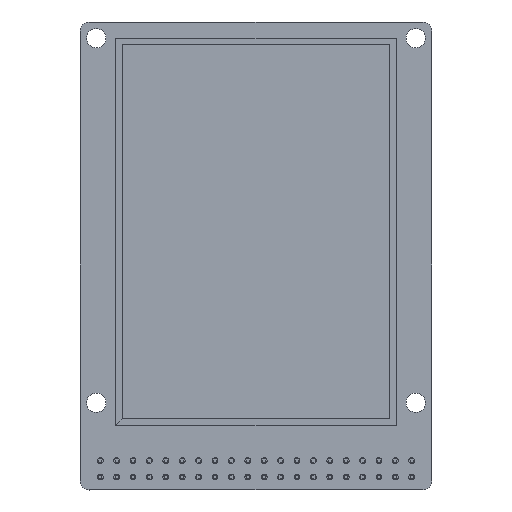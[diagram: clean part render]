
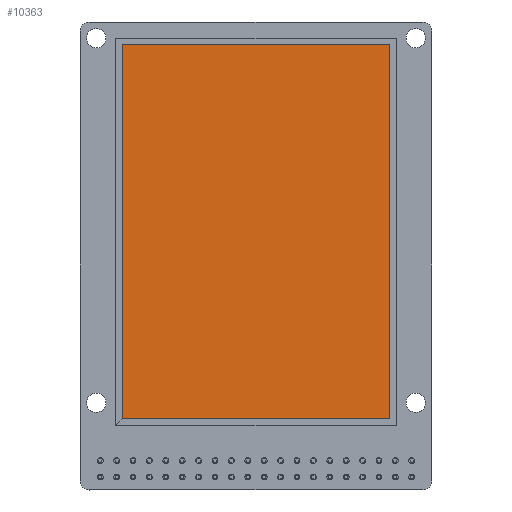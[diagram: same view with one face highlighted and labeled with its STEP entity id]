
A CAD part, top view. The second image highlights one B-rep face of the part: STEP entity #10363.
In plain terms, the highlighted planar face has unit normal (0, 0, 1).
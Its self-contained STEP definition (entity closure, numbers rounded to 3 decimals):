
#10049 = VERTEX_POINT('',#10050);
#10050 = CARTESIAN_POINT('',(-20.75,-29.,0.5));
#10057 = PLANE('',#10058);
#10058 = AXIS2_PLACEMENT_3D('',#10059,#10060,#10061);
#10059 = CARTESIAN_POINT('',(-20.75,-29.,0.));
#10060 = DIRECTION('',(0.,1.,0.));
#10061 = DIRECTION('',(1.,0.,0.));
#10069 = PLANE('',#10070);
#10070 = AXIS2_PLACEMENT_3D('',#10071,#10072,#10073);
#10071 = CARTESIAN_POINT('',(-20.75,29.,0.));
#10072 = DIRECTION('',(1.,0.,0.));
#10073 = DIRECTION('',(0.,-1.,0.));
#10081 = EDGE_CURVE('',#10049,#10082,#10084,.T.);
#10082 = VERTEX_POINT('',#10083);
#10083 = CARTESIAN_POINT('',(20.75,-29.,0.5));
#10084 = SURFACE_CURVE('',#10085,(#10089,#10096),.PCURVE_S1.);
#10085 = LINE('',#10086,#10087);
#10086 = CARTESIAN_POINT('',(-20.75,-29.,0.5));
#10087 = VECTOR('',#10088,1.);
#10088 = DIRECTION('',(1.,0.,0.));
#10089 = PCURVE('',#10057,#10090);
#10090 = DEFINITIONAL_REPRESENTATION('',(#10091),#10095);
#10091 = LINE('',#10092,#10093);
#10092 = CARTESIAN_POINT('',(0.,-0.5));
#10093 = VECTOR('',#10094,1.);
#10094 = DIRECTION('',(1.,0.));
#10095 = ( GEOMETRIC_REPRESENTATION_CONTEXT(2) 
PARAMETRIC_REPRESENTATION_CONTEXT() REPRESENTATION_CONTEXT('2D SPACE',''
  ) );
#10096 = PCURVE('',#10097,#10102);
#10097 = PLANE('',#10098);
#10098 = AXIS2_PLACEMENT_3D('',#10099,#10100,#10101);
#10099 = CARTESIAN_POINT('',(-20.75,-29.,0.5));
#10100 = DIRECTION('',(0.,0.,-1.));
#10101 = DIRECTION('',(-1.,0.,0.));
#10102 = DEFINITIONAL_REPRESENTATION('',(#10103),#10107);
#10103 = LINE('',#10104,#10105);
#10104 = CARTESIAN_POINT('',(0.,0.));
#10105 = VECTOR('',#10106,1.);
#10106 = DIRECTION('',(-1.,0.));
#10107 = ( GEOMETRIC_REPRESENTATION_CONTEXT(2) 
PARAMETRIC_REPRESENTATION_CONTEXT() REPRESENTATION_CONTEXT('2D SPACE',''
  ) );
#10125 = PLANE('',#10126);
#10126 = AXIS2_PLACEMENT_3D('',#10127,#10128,#10129);
#10127 = CARTESIAN_POINT('',(20.75,-29.,0.));
#10128 = DIRECTION('',(-1.,0.,0.));
#10129 = DIRECTION('',(0.,1.,0.));
#10167 = EDGE_CURVE('',#10082,#10168,#10170,.T.);
#10168 = VERTEX_POINT('',#10169);
#10169 = CARTESIAN_POINT('',(20.75,29.,0.5));
#10170 = SURFACE_CURVE('',#10171,(#10175,#10182),.PCURVE_S1.);
#10171 = LINE('',#10172,#10173);
#10172 = CARTESIAN_POINT('',(20.75,-29.,0.5));
#10173 = VECTOR('',#10174,1.);
#10174 = DIRECTION('',(0.,1.,0.));
#10175 = PCURVE('',#10125,#10176);
#10176 = DEFINITIONAL_REPRESENTATION('',(#10177),#10181);
#10177 = LINE('',#10178,#10179);
#10178 = CARTESIAN_POINT('',(0.,-0.5));
#10179 = VECTOR('',#10180,1.);
#10180 = DIRECTION('',(1.,0.));
#10181 = ( GEOMETRIC_REPRESENTATION_CONTEXT(2) 
PARAMETRIC_REPRESENTATION_CONTEXT() REPRESENTATION_CONTEXT('2D SPACE',''
  ) );
#10182 = PCURVE('',#10097,#10183);
#10183 = DEFINITIONAL_REPRESENTATION('',(#10184),#10188);
#10184 = LINE('',#10185,#10186);
#10185 = CARTESIAN_POINT('',(-41.5,0.));
#10186 = VECTOR('',#10187,1.);
#10187 = DIRECTION('',(0.,1.));
#10188 = ( GEOMETRIC_REPRESENTATION_CONTEXT(2) 
PARAMETRIC_REPRESENTATION_CONTEXT() REPRESENTATION_CONTEXT('2D SPACE',''
  ) );
#10206 = PLANE('',#10207);
#10207 = AXIS2_PLACEMENT_3D('',#10208,#10209,#10210);
#10208 = CARTESIAN_POINT('',(20.75,29.,0.));
#10209 = DIRECTION('',(0.,-1.,0.));
#10210 = DIRECTION('',(-1.,0.,0.));
#10243 = EDGE_CURVE('',#10168,#10244,#10246,.T.);
#10244 = VERTEX_POINT('',#10245);
#10245 = CARTESIAN_POINT('',(-20.75,29.,0.5));
#10246 = SURFACE_CURVE('',#10247,(#10251,#10258),.PCURVE_S1.);
#10247 = LINE('',#10248,#10249);
#10248 = CARTESIAN_POINT('',(20.75,29.,0.5));
#10249 = VECTOR('',#10250,1.);
#10250 = DIRECTION('',(-1.,0.,0.));
#10251 = PCURVE('',#10206,#10252);
#10252 = DEFINITIONAL_REPRESENTATION('',(#10253),#10257);
#10253 = LINE('',#10254,#10255);
#10254 = CARTESIAN_POINT('',(0.,-0.5));
#10255 = VECTOR('',#10256,1.);
#10256 = DIRECTION('',(1.,0.));
#10257 = ( GEOMETRIC_REPRESENTATION_CONTEXT(2) 
PARAMETRIC_REPRESENTATION_CONTEXT() REPRESENTATION_CONTEXT('2D SPACE',''
  ) );
#10258 = PCURVE('',#10097,#10259);
#10259 = DEFINITIONAL_REPRESENTATION('',(#10260),#10264);
#10260 = LINE('',#10261,#10262);
#10261 = CARTESIAN_POINT('',(-41.5,58.));
#10262 = VECTOR('',#10263,1.);
#10263 = DIRECTION('',(1.,0.));
#10264 = ( GEOMETRIC_REPRESENTATION_CONTEXT(2) 
PARAMETRIC_REPRESENTATION_CONTEXT() REPRESENTATION_CONTEXT('2D SPACE',''
  ) );
#10314 = EDGE_CURVE('',#10244,#10049,#10315,.T.);
#10315 = SURFACE_CURVE('',#10316,(#10320,#10327),.PCURVE_S1.);
#10316 = LINE('',#10317,#10318);
#10317 = CARTESIAN_POINT('',(-20.75,29.,0.5));
#10318 = VECTOR('',#10319,1.);
#10319 = DIRECTION('',(0.,-1.,0.));
#10320 = PCURVE('',#10069,#10321);
#10321 = DEFINITIONAL_REPRESENTATION('',(#10322),#10326);
#10322 = LINE('',#10323,#10324);
#10323 = CARTESIAN_POINT('',(0.,-0.5));
#10324 = VECTOR('',#10325,1.);
#10325 = DIRECTION('',(1.,0.));
#10326 = ( GEOMETRIC_REPRESENTATION_CONTEXT(2) 
PARAMETRIC_REPRESENTATION_CONTEXT() REPRESENTATION_CONTEXT('2D SPACE',''
  ) );
#10327 = PCURVE('',#10097,#10328);
#10328 = DEFINITIONAL_REPRESENTATION('',(#10329),#10333);
#10329 = LINE('',#10330,#10331);
#10330 = CARTESIAN_POINT('',(0.,58.));
#10331 = VECTOR('',#10332,1.);
#10332 = DIRECTION('',(0.,-1.));
#10333 = ( GEOMETRIC_REPRESENTATION_CONTEXT(2) 
PARAMETRIC_REPRESENTATION_CONTEXT() REPRESENTATION_CONTEXT('2D SPACE',''
  ) );
#10363 = ADVANCED_FACE('',(#10364),#10097,.F.);
#10364 = FACE_BOUND('',#10365,.T.);
#10365 = EDGE_LOOP('',(#10366,#10367,#10368,#10369));
#10366 = ORIENTED_EDGE('',*,*,#10081,.T.);
#10367 = ORIENTED_EDGE('',*,*,#10167,.T.);
#10368 = ORIENTED_EDGE('',*,*,#10243,.T.);
#10369 = ORIENTED_EDGE('',*,*,#10314,.T.);
